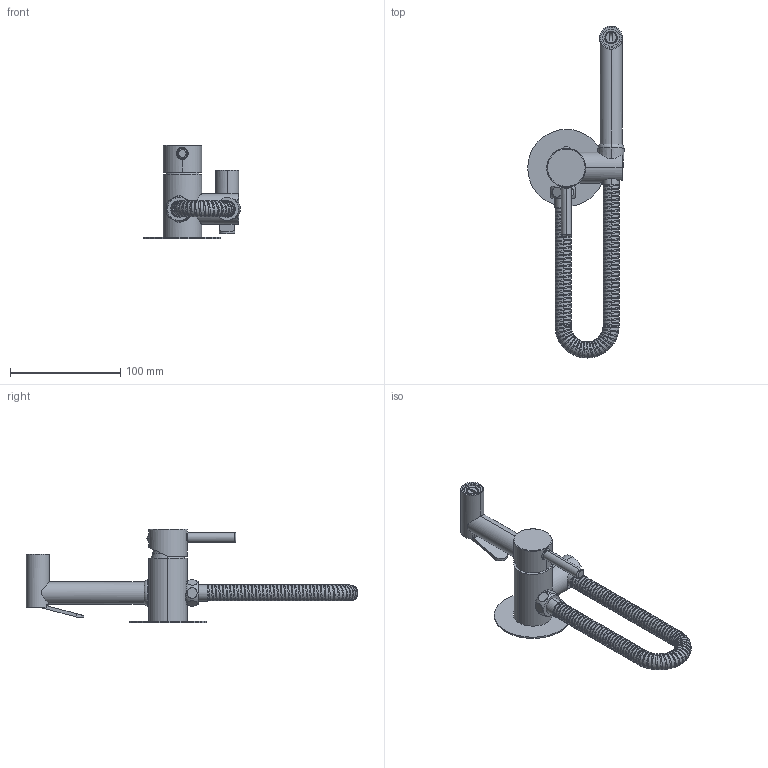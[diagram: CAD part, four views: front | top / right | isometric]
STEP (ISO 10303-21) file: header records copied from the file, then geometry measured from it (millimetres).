
FILE_DESCRIPTION((''),'2;1');
FILE_NAME('ZDUP110CR','2021-05-05T09:02:28',('ut3'),('PAFFONI SpA'),'CREO PARAMETRIC BY PTC INC, 2020044','CREO PARAMETRIC BY PTC INC, 2020044','');
FILE_SCHEMA(('CONFIG_CONTROL_DESIGN','SHAPE_APPEARANCE_LAYERS_GROUPS'));
Length unit declared in the file: millimetre
Products named in the file (1): ZDUP110CR
Bounding box: 87.5 x 300.78 x 84.8 mm (x, y, z)
Volume: 152946.7 mm3; surface area: 82039.4 mm2
Topology: 2 solids, 2 shells, 624 faces, 1691 edges, 1098 vertices
Faces by surface type: cylinder 309, bspline 140, plane 114, cone 32, torus 24, revolution 3, sphere 2
Entity records: 88609 total; most frequent: CARTESIAN_POINT 74279, ORIENTED_EDGE 3378, DIRECTION 2296, EDGE_CURVE 1689, VERTEX_POINT 1098, AXIS2_PLACEMENT_3D 858, B_SPLINE_CURVE_WITH_KNOTS 738, EDGE_LOOP 717
